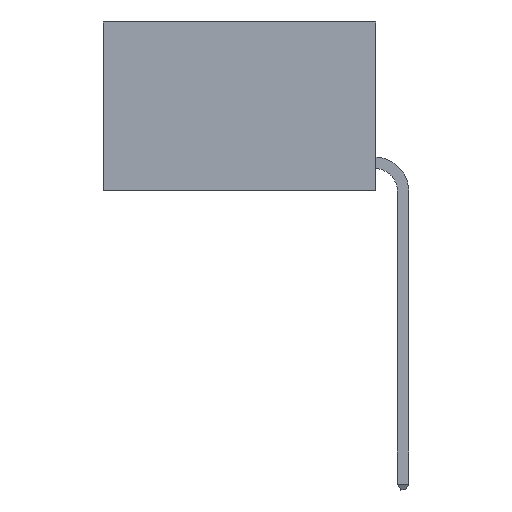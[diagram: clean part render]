
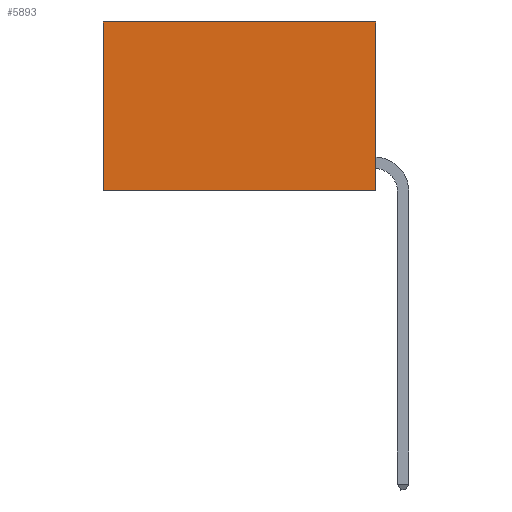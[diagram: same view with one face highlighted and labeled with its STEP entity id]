
A CAD part, left-side view. The second image highlights one B-rep face of the part: STEP entity #5893.
In plain terms, the highlighted planar face has unit normal (-1, 0, 0).
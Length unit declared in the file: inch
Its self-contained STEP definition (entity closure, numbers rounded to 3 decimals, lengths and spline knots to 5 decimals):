
#152 = VERTEX_POINT ( 'NONE', #244 ) ;
#244 = CARTESIAN_POINT ( 'NONE',  ( 0.2625, 0.6, -0.37 ) ) ;
#401 = CARTESIAN_POINT ( 'NONE',  ( 0.2625, 0., 0. ) ) ;
#1262 = VERTEX_POINT ( 'NONE', #5308 ) ;
#1570 = DIRECTION ( 'NONE',  ( 0., 0., -1. ) ) ;
#1635 = LINE ( 'NONE', #4601, #2381 ) ;
#2171 = CARTESIAN_POINT ( 'NONE',  ( 0.2625, 0., 0. ) ) ;
#2217 = DIRECTION ( 'NONE',  ( 0., 1., 0. ) ) ;
#2222 = EDGE_CURVE ( 'NONE', #5062, #1262, #9528, .T. ) ;
#2263 = PLANE ( 'NONE',  #9146 ) ;
#2381 = VECTOR ( 'NONE', #12949, 39.37008 ) ;
#3272 = DIRECTION ( 'NONE',  ( 0., 0., -1. ) ) ;
#3333 = ORIENTED_EDGE ( 'NONE', *, *, #6749, .F. ) ;
#3444 = ORIENTED_EDGE ( 'NONE', *, *, #2222, .F. ) ;
#4335 = LINE ( 'NONE', #7895, #8174 ) ;
#4601 = CARTESIAN_POINT ( 'NONE',  ( 0.2625, 0., -0.37 ) ) ;
#5062 = VERTEX_POINT ( 'NONE', #5750 ) ;
#5308 = CARTESIAN_POINT ( 'NONE',  ( 0.2625, 0., -0.37 ) ) ;
#5750 = CARTESIAN_POINT ( 'NONE',  ( 0.2625, 0., 0. ) ) ;
#5871 = EDGE_CURVE ( 'NONE', #5062, #9023, #8813, .T. ) ;
#5893 = ADVANCED_FACE ( 'NONE', ( #8452 ), #2263, .F. ) ;
#6749 = EDGE_CURVE ( 'NONE', #1262, #152, #1635, .T. ) ;
#6820 = CARTESIAN_POINT ( 'NONE',  ( 0.2625, 0.6, 0. ) ) ;
#7895 = CARTESIAN_POINT ( 'NONE',  ( 0.2625, 0.6, 0. ) ) ;
#8147 = ORIENTED_EDGE ( 'NONE', *, *, #9021, .T. ) ;
#8174 = VECTOR ( 'NONE', #1570, 39.37008 ) ;
#8325 = EDGE_LOOP ( 'NONE', ( #8147, #3333, #3444, #13382 ) ) ;
#8452 = FACE_OUTER_BOUND ( 'NONE', #8325, .T. ) ;
#8577 = VECTOR ( 'NONE', #2217, 39.37008 ) ;
#8813 = LINE ( 'NONE', #2171, #8577 ) ;
#9021 = EDGE_CURVE ( 'NONE', #9023, #152, #4335, .T. ) ;
#9023 = VERTEX_POINT ( 'NONE', #6820 ) ;
#9146 = AXIS2_PLACEMENT_3D ( 'NONE', #10582, #9586, #3272 ) ;
#9528 = LINE ( 'NONE', #401, #9690 ) ;
#9586 = DIRECTION ( 'NONE',  ( 1., 0., 0. ) ) ;
#9690 = VECTOR ( 'NONE', #10980, 39.37008 ) ;
#10582 = CARTESIAN_POINT ( 'NONE',  ( 0.2625, 0., 0. ) ) ;
#10980 = DIRECTION ( 'NONE',  ( 0., 0., -1. ) ) ;
#12949 = DIRECTION ( 'NONE',  ( 0., 1., 0. ) ) ;
#13382 = ORIENTED_EDGE ( 'NONE', *, *, #5871, .T. ) ;
